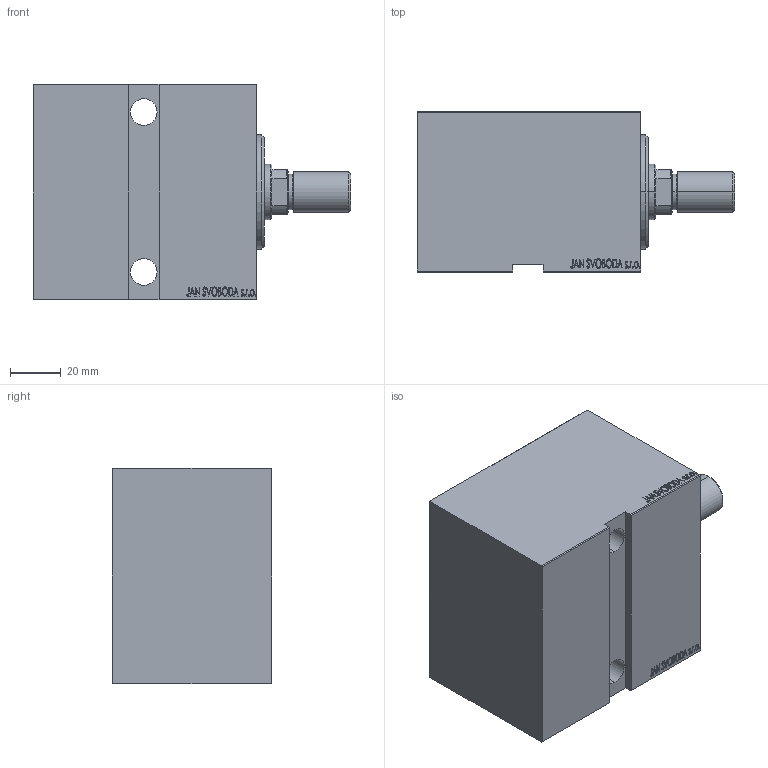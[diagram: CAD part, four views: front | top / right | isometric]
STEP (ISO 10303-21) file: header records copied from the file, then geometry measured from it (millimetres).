
FILE_DESCRIPTION (( 'STEP AP203' ), '1' );
FILE_NAME ('8a4b.STEP', '2025-12-11T10:26:40', ( '' ), ( '' ), 'SwSTEP 2.0', 'SolidWorks 2019', '' );
FILE_SCHEMA (( 'CONFIG_CONTROL_DESIGN' ));
Length unit declared in the file: millimetre
Products named in the file (5): V450CM_E_Body 47d69a2d035624e8e9ccf037511b80d9; V450CM_MALE_METRIC 47d69a2d035624e8e9ccf037511b80d9; V450CM_E_VCP 47d69a2d035624e8e9ccf037511b80d9; V450CM_VC_B 47d69a2d035624e8e9ccf037511b80d9; 8a4b
Assembly tree (4 placements, depth 2):
  8a4b
    V450CM_E_Body 47d69a2d035624e8e9ccf037511b80d9
    V450CM_E_VCP 47d69a2d035624e8e9ccf037511b80d9
    V450CM_VC_B 47d69a2d035624e8e9ccf037511b80d9
    V450CM_MALE_METRIC 47d69a2d035624e8e9ccf037511b80d9
Bounding box: 125 x 63 x 85 mm (x, y, z)
Volume: 443080.7 mm3; surface area: 73445.5 mm2
Topology: 4 solids, 4 shells, 862 faces, 2204 edges, 1461 vertices
Faces by surface type: plane 414, bspline 380, cylinder 48, cone 18, torus 2
Entity records: 43319 total; most frequent: CARTESIAN_POINT 24392, ORIENTED_EDGE 4404, DIRECTION 2534, EDGE_CURVE 2202, VERTEX_POINT 1461, VECTOR 1312, LINE 1312, EDGE_LOOP 981
